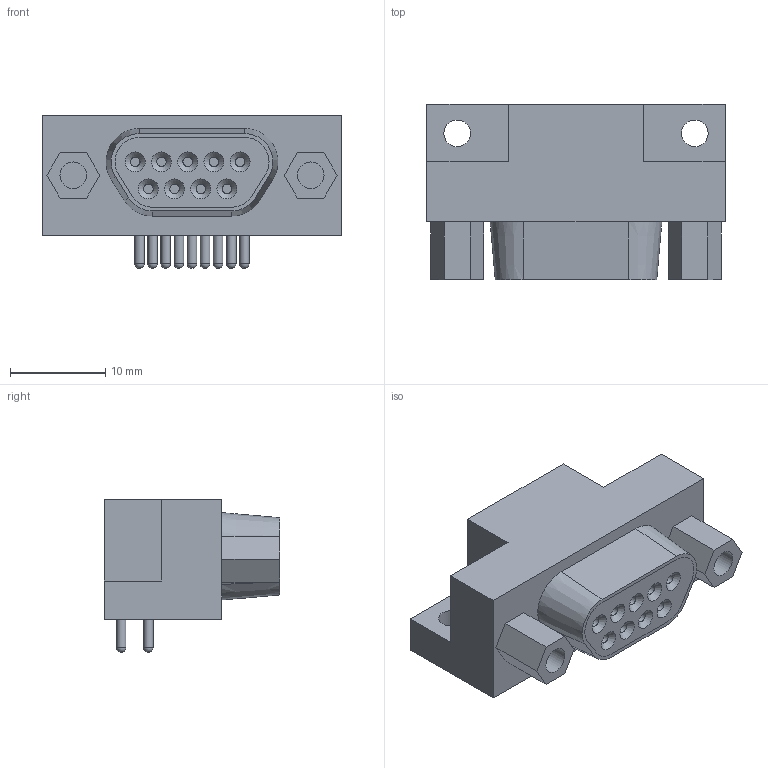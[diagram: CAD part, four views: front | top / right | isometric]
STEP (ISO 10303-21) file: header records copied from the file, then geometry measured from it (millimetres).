
FILE_DESCRIPTION(('STEP AP214'), '1');
FILE_NAME('DB9RA_F', '2016-02-06T10:30:27', ('Anton S.'), (''), 'ASCON STEP Converter 1.3', 'ASCON Math Kernel', '');
FILE_SCHEMA(('AUTOMOTIVE_DESIGN { 1 0 10303 214 3 1 1}'));
Length unit declared in the file: millimetre
Products named in the file (1): DB9RA_F
Bounding box: 31.31 x 18.4 x 16.05 mm (x, y, z)
Volume: 4783.4 mm3; surface area: 2913.1 mm2
Topology: 1 solids, 1 shells, 100 faces, 243 edges, 162 vertices
Faces by surface type: plane 49, cylinder 29, cone 13, sphere 9
Full cylindrical faces by diameter (mm): 1 x18, 2.8 x6
Entity records: 4340 total; most frequent: CARTESIAN_POINT 1364, DIRECTION 451, ORIENTED_EDGE 366, EDGE_CURVE 183, AXIS2_PLACEMENT_3D 176, EDGE_LOOP 163, VERTEX_POINT 144, FACE_BOUND 106
